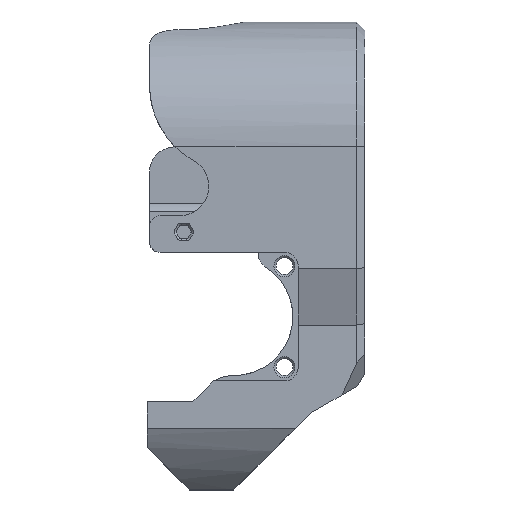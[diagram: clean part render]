
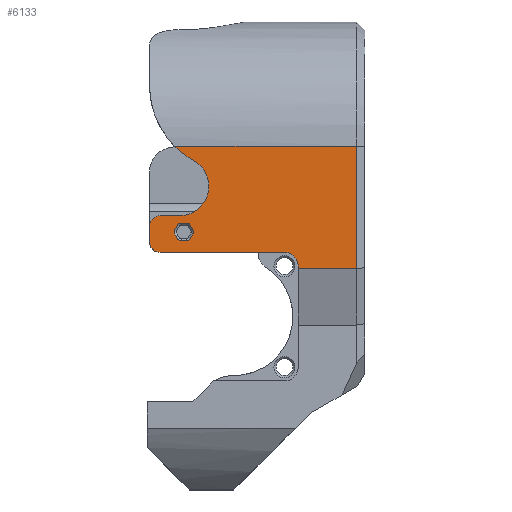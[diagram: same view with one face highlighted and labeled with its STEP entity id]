
A CAD part, front view. The second image highlights one B-rep face of the part: STEP entity #6133.
In plain terms, the highlighted planar face has unit normal (0, -1, 0).
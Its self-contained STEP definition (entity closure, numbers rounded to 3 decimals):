
#304=FACE_BOUND('',#882,.T.);
#335=PLANE('',#6560);
#535=FACE_OUTER_BOUND('',#881,.T.);
#881=EDGE_LOOP('',(#4310,#4311,#4312,#4313,#4314,#4315,#4316,#4317,#4318,
#4319,#4320,#4321));
#882=EDGE_LOOP('',(#4322,#4323,#4324,#4325,#4326,#4327,#4328,#4329,#4330,
#4331,#4332,#4333));
#1239=LINE('',#8846,#1758);
#1244=LINE('',#8860,#1763);
#1248=LINE('',#8872,#1767);
#1252=LINE('',#8884,#1771);
#1256=LINE('',#8896,#1775);
#1260=LINE('',#8908,#1779);
#1272=LINE('',#8944,#1791);
#1273=LINE('',#8948,#1792);
#1274=LINE('',#8950,#1793);
#1275=LINE('',#8952,#1794);
#1276=LINE('',#8954,#1795);
#1277=LINE('',#8960,#1796);
#1278=LINE('',#8963,#1797);
#1758=VECTOR('',#7214,10.);
#1763=VECTOR('',#7227,10.);
#1767=VECTOR('',#7239,10.);
#1771=VECTOR('',#7251,10.);
#1775=VECTOR('',#7263,10.);
#1779=VECTOR('',#7275,10.);
#1791=VECTOR('',#7315,10.);
#1792=VECTOR('',#7318,10.);
#1793=VECTOR('',#7319,10.);
#1794=VECTOR('',#7320,10.);
#1795=VECTOR('',#7321,10.);
#1796=VECTOR('',#7326,10.);
#1797=VECTOR('',#7329,10.);
#2286=CIRCLE('',#6529,1.);
#2288=CIRCLE('',#6533,1.);
#2290=CIRCLE('',#6537,1.);
#2292=CIRCLE('',#6541,1.);
#2294=CIRCLE('',#6545,1.);
#2296=CIRCLE('',#6549,1.);
#2301=CIRCLE('',#6561,2.5);
#2302=CIRCLE('',#6562,3.25);
#2303=CIRCLE('',#6563,20.5);
#2304=CIRCLE('',#6564,7.);
#2305=CIRCLE('',#6565,2.5);
#2542=VERTEX_POINT('',#8843);
#2543=VERTEX_POINT('',#8845);
#2546=VERTEX_POINT('',#8852);
#2548=VERTEX_POINT('',#8858);
#2550=VERTEX_POINT('',#8864);
#2552=VERTEX_POINT('',#8870);
#2554=VERTEX_POINT('',#8876);
#2556=VERTEX_POINT('',#8882);
#2558=VERTEX_POINT('',#8888);
#2560=VERTEX_POINT('',#8894);
#2562=VERTEX_POINT('',#8900);
#2564=VERTEX_POINT('',#8906);
#2572=VERTEX_POINT('',#8940);
#2573=VERTEX_POINT('',#8941);
#2574=VERTEX_POINT('',#8943);
#2575=VERTEX_POINT('',#8945);
#2576=VERTEX_POINT('',#8947);
#2577=VERTEX_POINT('',#8949);
#2578=VERTEX_POINT('',#8951);
#2579=VERTEX_POINT('',#8953);
#2580=VERTEX_POINT('',#8955);
#2581=VERTEX_POINT('',#8957);
#2582=VERTEX_POINT('',#8959);
#2583=VERTEX_POINT('',#8961);
#3193=EDGE_CURVE('',#2542,#2543,#1239,.T.);
#3197=EDGE_CURVE('',#2546,#2542,#2286,.T.);
#3200=EDGE_CURVE('',#2548,#2546,#1244,.T.);
#3203=EDGE_CURVE('',#2550,#2548,#2288,.T.);
#3206=EDGE_CURVE('',#2552,#2550,#1248,.T.);
#3209=EDGE_CURVE('',#2554,#2552,#2290,.T.);
#3212=EDGE_CURVE('',#2556,#2554,#1252,.T.);
#3215=EDGE_CURVE('',#2558,#2556,#2292,.T.);
#3218=EDGE_CURVE('',#2560,#2558,#1256,.T.);
#3221=EDGE_CURVE('',#2562,#2560,#2294,.T.);
#3224=EDGE_CURVE('',#2564,#2562,#1260,.T.);
#3226=EDGE_CURVE('',#2543,#2564,#2296,.T.);
#3241=EDGE_CURVE('',#2572,#2573,#2301,.T.);
#3242=EDGE_CURVE('',#2574,#2572,#1272,.T.);
#3243=EDGE_CURVE('',#2574,#2575,#2302,.T.);
#3244=EDGE_CURVE('',#2575,#2576,#1273,.T.);
#3245=EDGE_CURVE('',#2577,#2576,#1274,.F.);
#3246=EDGE_CURVE('',#2578,#2577,#1275,.T.);
#3247=EDGE_CURVE('',#2579,#2578,#1276,.T.);
#3248=EDGE_CURVE('',#2580,#2579,#2303,.T.);
#3249=EDGE_CURVE('',#2581,#2580,#2304,.T.);
#3250=EDGE_CURVE('',#2581,#2582,#1277,.T.);
#3251=EDGE_CURVE('',#2583,#2582,#2305,.T.);
#3252=EDGE_CURVE('',#2573,#2583,#1278,.T.);
#4310=ORIENTED_EDGE('',*,*,#3241,.F.);
#4311=ORIENTED_EDGE('',*,*,#3242,.F.);
#4312=ORIENTED_EDGE('',*,*,#3243,.T.);
#4313=ORIENTED_EDGE('',*,*,#3244,.T.);
#4314=ORIENTED_EDGE('',*,*,#3245,.F.);
#4315=ORIENTED_EDGE('',*,*,#3246,.F.);
#4316=ORIENTED_EDGE('',*,*,#3247,.F.);
#4317=ORIENTED_EDGE('',*,*,#3248,.F.);
#4318=ORIENTED_EDGE('',*,*,#3249,.F.);
#4319=ORIENTED_EDGE('',*,*,#3250,.T.);
#4320=ORIENTED_EDGE('',*,*,#3251,.F.);
#4321=ORIENTED_EDGE('',*,*,#3252,.F.);
#4322=ORIENTED_EDGE('',*,*,#3193,.F.);
#4323=ORIENTED_EDGE('',*,*,#3197,.F.);
#4324=ORIENTED_EDGE('',*,*,#3200,.F.);
#4325=ORIENTED_EDGE('',*,*,#3203,.F.);
#4326=ORIENTED_EDGE('',*,*,#3206,.F.);
#4327=ORIENTED_EDGE('',*,*,#3209,.F.);
#4328=ORIENTED_EDGE('',*,*,#3212,.F.);
#4329=ORIENTED_EDGE('',*,*,#3215,.F.);
#4330=ORIENTED_EDGE('',*,*,#3218,.F.);
#4331=ORIENTED_EDGE('',*,*,#3221,.F.);
#4332=ORIENTED_EDGE('',*,*,#3224,.F.);
#4333=ORIENTED_EDGE('',*,*,#3226,.F.);
#6133=ADVANCED_FACE('',(#535,#304),#335,.F.);
#6529=AXIS2_PLACEMENT_3D('',#8854,#7220,#7221);
#6533=AXIS2_PLACEMENT_3D('',#8866,#7232,#7233);
#6537=AXIS2_PLACEMENT_3D('',#8878,#7244,#7245);
#6541=AXIS2_PLACEMENT_3D('',#8890,#7256,#7257);
#6545=AXIS2_PLACEMENT_3D('',#8902,#7268,#7269);
#6549=AXIS2_PLACEMENT_3D('',#8911,#7279,#7280);
#6560=AXIS2_PLACEMENT_3D('',#8939,#7311,#7312);
#6561=AXIS2_PLACEMENT_3D('',#8942,#7313,#7314);
#6562=AXIS2_PLACEMENT_3D('',#8946,#7316,#7317);
#6563=AXIS2_PLACEMENT_3D('',#8956,#7322,#7323);
#6564=AXIS2_PLACEMENT_3D('',#8958,#7324,#7325);
#6565=AXIS2_PLACEMENT_3D('',#8962,#7327,#7328);
#7214=DIRECTION('',(-1.,0.,0.));
#7220=DIRECTION('center_axis',(0.,-1.,0.));
#7221=DIRECTION('ref_axis',(0.866,0.,0.5));
#7227=DIRECTION('',(-0.5,0.,0.866));
#7232=DIRECTION('center_axis',(0.,-1.,0.));
#7233=DIRECTION('ref_axis',(0.866,0.,-0.5));
#7239=DIRECTION('',(0.5,0.,0.866));
#7244=DIRECTION('center_axis',(0.,-1.,0.));
#7245=DIRECTION('ref_axis',(0.,0.,
-1.));
#7251=DIRECTION('',(1.,0.,0.));
#7256=DIRECTION('center_axis',(0.,-1.,0.));
#7257=DIRECTION('ref_axis',(-0.866,0.,-0.5));
#7263=DIRECTION('',(0.5,0.,-0.866));
#7268=DIRECTION('center_axis',(0.,-1.,0.));
#7269=DIRECTION('ref_axis',(-0.866,0.,0.5));
#7275=DIRECTION('',(-0.5,0.,-0.866));
#7279=DIRECTION('center_axis',(0.,-1.,0.));
#7280=DIRECTION('ref_axis',(0.,0.,1.));
#7311=DIRECTION('center_axis',(0.,1.,0.));
#7312=DIRECTION('ref_axis',(0.,0.,1.));
#7313=DIRECTION('center_axis',(0.,1.,0.));
#7314=DIRECTION('ref_axis',(-0.707,0.,-0.707));
#7315=DIRECTION('',(-1.,0.,0.));
#7316=DIRECTION('center_axis',(0.,1.,0.));
#7317=DIRECTION('ref_axis',(0.,0.,
1.));
#7318=DIRECTION('',(0.,0.,-1.));
#7319=DIRECTION('',(1.,0.,0.));
#7320=DIRECTION('',(0.,0.,-1.));
#7321=DIRECTION('',(1.,0.,0.));
#7322=DIRECTION('center_axis',(0.,1.,0.));
#7323=DIRECTION('ref_axis',(-0.707,0.,-0.707));
#7324=DIRECTION('center_axis',(0.,-1.,0.));
#7325=DIRECTION('ref_axis',(0.,0.,1.));
#7326=DIRECTION('',(-1.,0.,0.));
#7327=DIRECTION('center_axis',(0.,1.,0.));
#7328=DIRECTION('ref_axis',(-0.707,0.,0.707));
#7329=DIRECTION('',(0.,0.,1.));
#8843=CARTESIAN_POINT('',(-33.429,99.753,28.786));
#8845=CARTESIAN_POINT('',(-34.7,99.753,28.786));
#8846=CARTESIAN_POINT('',(-14.37,99.753,28.786));
#8852=CARTESIAN_POINT('',(-32.563,99.753,28.286));
#8854=CARTESIAN_POINT('Origin',(-33.429,99.753,27.786));
#8858=CARTESIAN_POINT('',(-31.928,99.753,27.186));
#8860=CARTESIAN_POINT('',(-26.85,99.753,18.39));
#8864=CARTESIAN_POINT('',(-31.928,99.753,26.186));
#8866=CARTESIAN_POINT('Origin',(-32.794,99.753,26.686));
#8870=CARTESIAN_POINT('',(-32.563,99.753,25.086));
#8872=CARTESIAN_POINT('',(-27.636,99.753,33.621));
#8876=CARTESIAN_POINT('',(-33.429,99.753,24.586));
#8878=CARTESIAN_POINT('Origin',(-33.429,99.753,25.586));
#8882=CARTESIAN_POINT('',(-34.7,99.753,24.586));
#8884=CARTESIAN_POINT('',(-13.735,99.753,24.586));
#8888=CARTESIAN_POINT('',(-35.566,99.753,25.086));
#8890=CARTESIAN_POINT('Origin',(-34.7,99.753,25.586));
#8894=CARTESIAN_POINT('',(-36.201,99.753,26.186));
#8896=CARTESIAN_POINT('',(-30.17,99.753,15.74));
#8900=CARTESIAN_POINT('',(-36.201,99.753,27.186));
#8902=CARTESIAN_POINT('Origin',(-35.335,99.753,26.686));
#8906=CARTESIAN_POINT('',(-35.566,99.753,28.286));
#8908=CARTESIAN_POINT('',(-31.591,99.753,35.171));
#8911=CARTESIAN_POINT('Origin',(-34.7,99.753,27.786));
#8939=CARTESIAN_POINT('Origin',(5.959,99.753,24.739));
#8940=CARTESIAN_POINT('',(-39.69,99.753,21.796));
#8941=CARTESIAN_POINT('',(-42.19,99.753,24.296));
#8942=CARTESIAN_POINT('Origin',(-39.69,99.753,24.296));
#8943=CARTESIAN_POINT('',(-10.149,99.753,21.796));
#8944=CARTESIAN_POINT('',(-2.095,99.753,21.796));
#8945=CARTESIAN_POINT('',(-6.899,99.753,18.546));
#8946=CARTESIAN_POINT('Origin',(-10.149,99.753,18.546));
#8947=CARTESIAN_POINT('',(-6.899,99.753,17.895));
#8948=CARTESIAN_POINT('',(-6.899,99.753,14.647));
#8949=CARTESIAN_POINT('',(6.959,99.753,17.895));
#8950=CARTESIAN_POINT('',(5.959,99.753,17.895));
#8951=CARTESIAN_POINT('',(6.959,99.753,47.028));
#8952=CARTESIAN_POINT('',(6.959,99.753,23.436));
#8953=CARTESIAN_POINT('',(-36.21,99.753,47.028));
#8954=CARTESIAN_POINT('',(5.959,99.753,47.028));
#8955=CARTESIAN_POINT('',(-31.698,99.753,43.609));
#8956=CARTESIAN_POINT('Origin',(-21.69,99.753,61.5));
#8957=CARTESIAN_POINT('',(-35.115,99.753,30.499));
#8958=CARTESIAN_POINT('Origin',(-35.115,99.753,37.499));
#8959=CARTESIAN_POINT('',(-39.69,99.753,30.499));
#8960=CARTESIAN_POINT('',(-5.556,99.753,30.499));
#8961=CARTESIAN_POINT('',(-42.19,99.753,27.999));
#8962=CARTESIAN_POINT('Origin',(-39.69,99.753,27.999));
#8963=CARTESIAN_POINT('',(-42.19,99.753,35.558));
